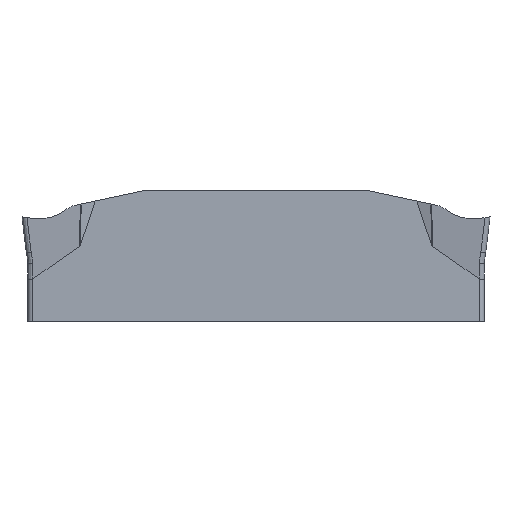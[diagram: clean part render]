
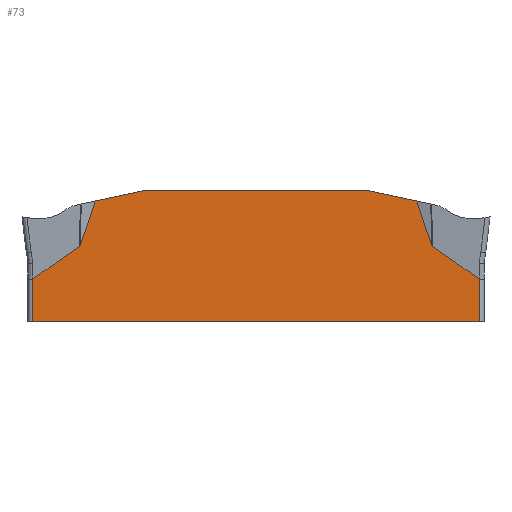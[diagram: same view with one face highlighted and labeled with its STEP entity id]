
A CAD part, left-side view. The second image highlights one B-rep face of the part: STEP entity #73.
In plain terms, the highlighted planar face has unit normal (-1, 0, 0).
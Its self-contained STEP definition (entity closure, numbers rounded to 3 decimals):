
#73=ADVANCED_FACE('SIDE_IB_1_SU5',(#139),#119,.F.);
#119=PLANE('',#878);
#139=FACE_OUTER_BOUND('',#185,.T.);
#185=EDGE_LOOP('',(#287,#288,#289,#290,#291,#292,#293,#294,#295,#296,#297,
#298,#299,#300));
#231=B_SPLINE_CURVE_WITH_KNOTS('',3,(#1125,#1126,#1127,#1128,#1129,#1130,
#1131,#1132,#1133,#1134),.UNSPECIFIED.,.F.,.F.,(4,3,3,4),(0.,0.487,
0.737,1.),.UNSPECIFIED.);
#232=B_SPLINE_CURVE_WITH_KNOTS('',3,(#1138,#1139,#1140,#1141,#1142,#1143,
#1144),.UNSPECIFIED.,.F.,.F.,(4,3,4),(0.,0.555,1.),
 .UNSPECIFIED.);
#233=B_SPLINE_CURVE_WITH_KNOTS('',3,(#1152,#1153,#1154,#1155,#1156,#1157,
#1158),.UNSPECIFIED.,.F.,.F.,(4,3,4),(0.,0.553,1.),
 .UNSPECIFIED.);
#234=B_SPLINE_CURVE_WITH_KNOTS('',3,(#1162,#1163,#1164,#1165,#1166,#1167,
#1168,#1169,#1170,#1171),.UNSPECIFIED.,.F.,.F.,(4,3,3,4),(0.,0.242,
0.617,1.),.UNSPECIFIED.);
#287=ORIENTED_EDGE('',*,*,#615,.F.);
#288=ORIENTED_EDGE('',*,*,#616,.T.);
#289=ORIENTED_EDGE('',*,*,#617,.T.);
#290=ORIENTED_EDGE('',*,*,#618,.T.);
#291=ORIENTED_EDGE('',*,*,#619,.T.);
#292=ORIENTED_EDGE('',*,*,#620,.T.);
#293=ORIENTED_EDGE('',*,*,#621,.F.);
#294=ORIENTED_EDGE('',*,*,#622,.T.);
#295=ORIENTED_EDGE('',*,*,#623,.T.);
#296=ORIENTED_EDGE('',*,*,#624,.T.);
#297=ORIENTED_EDGE('',*,*,#625,.T.);
#298=ORIENTED_EDGE('',*,*,#626,.T.);
#299=ORIENTED_EDGE('',*,*,#627,.F.);
#300=ORIENTED_EDGE('',*,*,#628,.F.);
#535=VERTEX_POINT('',#1121);
#536=VERTEX_POINT('',#1122);
#537=VERTEX_POINT('',#1124);
#538=VERTEX_POINT('',#1135);
#539=VERTEX_POINT('',#1137);
#540=VERTEX_POINT('',#1145);
#541=VERTEX_POINT('',#1147);
#542=VERTEX_POINT('',#1149);
#543=VERTEX_POINT('',#1151);
#544=VERTEX_POINT('',#1159);
#545=VERTEX_POINT('',#1161);
#546=VERTEX_POINT('',#1172);
#547=VERTEX_POINT('',#1174);
#548=VERTEX_POINT('',#1176);
#615=EDGE_CURVE('',#535,#536,#739,.T.);
#616=EDGE_CURVE('',#535,#537,#740,.T.);
#617=EDGE_CURVE('',#537,#538,#231,.T.);
#618=EDGE_CURVE('',#538,#539,#741,.T.);
#619=EDGE_CURVE('',#539,#540,#232,.T.);
#620=EDGE_CURVE('',#540,#541,#742,.T.);
#621=EDGE_CURVE('',#542,#541,#743,.T.);
#622=EDGE_CURVE('',#542,#543,#744,.T.);
#623=EDGE_CURVE('',#543,#544,#233,.T.);
#624=EDGE_CURVE('',#544,#545,#745,.T.);
#625=EDGE_CURVE('',#545,#546,#234,.T.);
#626=EDGE_CURVE('',#546,#547,#746,.T.);
#627=EDGE_CURVE('',#548,#547,#747,.T.);
#628=EDGE_CURVE('',#536,#548,#748,.T.);
#739=LINE('',#1120,#791);
#740=LINE('',#1123,#792);
#741=LINE('',#1136,#793);
#742=LINE('',#1146,#794);
#743=LINE('',#1148,#795);
#744=LINE('',#1150,#796);
#745=LINE('',#1160,#797);
#746=LINE('',#1173,#798);
#747=LINE('',#1175,#799);
#748=LINE('',#1177,#800);
#791=VECTOR('',#924,1.);
#792=VECTOR('',#925,1.);
#793=VECTOR('',#926,1.);
#794=VECTOR('',#927,1.);
#795=VECTOR('',#928,1.);
#796=VECTOR('',#929,1.);
#797=VECTOR('',#930,1.);
#798=VECTOR('',#931,1.);
#799=VECTOR('',#932,1.);
#800=VECTOR('',#933,1.);
#878=AXIS2_PLACEMENT_3D('',#1178,#934,#935);
#924=DIRECTION('',(0.,-0.978,0.208));
#925=DIRECTION('',(0.,0.32,-0.947));
#926=DIRECTION('',(0.,0.82,-0.572));
#927=DIRECTION('',(0.,0.,-1.));
#928=DIRECTION('',(0.,1.,0.));
#929=DIRECTION('',(0.,0.,1.));
#930=DIRECTION('',(0.,0.82,0.572));
#931=DIRECTION('',(0.,0.32,0.947));
#932=DIRECTION('',(0.,-0.978,-0.208));
#933=DIRECTION('',(0.,-1.,0.));
#934=DIRECTION('',(1.,0.,0.));
#935=DIRECTION('',(0.,0.,-1.));
#1120=CARTESIAN_POINT('',(-1.,0.442,2.081));
#1121=CARTESIAN_POINT('',(-1.,6.984,0.691));
#1122=CARTESIAN_POINT('',(-1.,4.87,1.14));
#1123=CARTESIAN_POINT('',(-1.,6.477,2.189));
#1124=CARTESIAN_POINT('',(-1.,7.625,-1.205));
#1125=CARTESIAN_POINT('',(-1.,7.625,-1.205));
#1126=CARTESIAN_POINT('',(-1.,7.629,-1.218));
#1127=CARTESIAN_POINT('',(-1.,7.634,-1.231));
#1128=CARTESIAN_POINT('',(-1.,7.64,-1.244));
#1129=CARTESIAN_POINT('',(-1.,7.643,-1.25));
#1130=CARTESIAN_POINT('',(-1.,7.646,-1.257));
#1131=CARTESIAN_POINT('',(-1.,7.65,-1.263));
#1132=CARTESIAN_POINT('',(-1.,7.654,-1.269));
#1133=CARTESIAN_POINT('',(-1.,7.659,-1.275));
#1134=CARTESIAN_POINT('',(-1.,7.665,-1.279));
#1135=CARTESIAN_POINT('',(-1.,7.665,-1.279));
#1136=CARTESIAN_POINT('',(-1.,1.91,2.737));
#1137=CARTESIAN_POINT('',(-1.,9.703,-2.701));
#1138=CARTESIAN_POINT('',(-1.,9.703,-2.701));
#1139=CARTESIAN_POINT('',(-1.,9.705,-2.703));
#1140=CARTESIAN_POINT('',(-1.,9.707,-2.704));
#1141=CARTESIAN_POINT('',(-1.,9.709,-2.705));
#1142=CARTESIAN_POINT('',(-1.,9.711,-2.705));
#1143=CARTESIAN_POINT('',(-1.,9.713,-2.706));
#1144=CARTESIAN_POINT('',(-1.,9.715,-2.706));
#1145=CARTESIAN_POINT('',(-1.,9.715,-2.706));
#1146=CARTESIAN_POINT('',(-1.,9.715,0.));
#1147=CARTESIAN_POINT('',(-1.,9.715,-4.54));
#1148=CARTESIAN_POINT('',(-1.,0.,-4.54));
#1149=CARTESIAN_POINT('',(-1.,-9.715,-4.54));
#1150=CARTESIAN_POINT('',(-1.,-9.715,0.));
#1151=CARTESIAN_POINT('',(-1.,-9.715,-2.706));
#1152=CARTESIAN_POINT('',(-1.,-9.715,-2.706));
#1153=CARTESIAN_POINT('',(-1.,-9.713,-2.706));
#1154=CARTESIAN_POINT('',(-1.,-9.71,-2.705));
#1155=CARTESIAN_POINT('',(-1.,-9.708,-2.704));
#1156=CARTESIAN_POINT('',(-1.,-9.706,-2.703));
#1157=CARTESIAN_POINT('',(-1.,-9.705,-2.702));
#1158=CARTESIAN_POINT('',(-1.,-9.703,-2.701));
#1159=CARTESIAN_POINT('',(-1.,-9.703,-2.701));
#1160=CARTESIAN_POINT('',(-1.,-1.91,2.737));
#1161=CARTESIAN_POINT('',(-1.,-7.665,-1.279));
#1162=CARTESIAN_POINT('',(-1.,-7.665,-1.279));
#1163=CARTESIAN_POINT('',(-1.,-7.66,-1.276));
#1164=CARTESIAN_POINT('',(-1.,-7.655,-1.27));
#1165=CARTESIAN_POINT('',(-1.,-7.651,-1.264));
#1166=CARTESIAN_POINT('',(-1.,-7.645,-1.255));
#1167=CARTESIAN_POINT('',(-1.,-7.641,-1.246));
#1168=CARTESIAN_POINT('',(-1.,-7.636,-1.236));
#1169=CARTESIAN_POINT('',(-1.,-7.632,-1.226));
#1170=CARTESIAN_POINT('',(-1.,-7.628,-1.216));
#1171=CARTESIAN_POINT('',(-1.,-7.625,-1.205));
#1172=CARTESIAN_POINT('',(-1.,-7.625,-1.205));
#1173=CARTESIAN_POINT('',(-1.,-6.477,2.189));
#1174=CARTESIAN_POINT('',(-1.,-6.984,0.691));
#1175=CARTESIAN_POINT('',(-1.,-0.442,2.081));
#1176=CARTESIAN_POINT('',(-1.,-4.87,1.14));
#1177=CARTESIAN_POINT('',(-1.,0.,1.14));
#1178=CARTESIAN_POINT('',(-1.,0.,0.));
